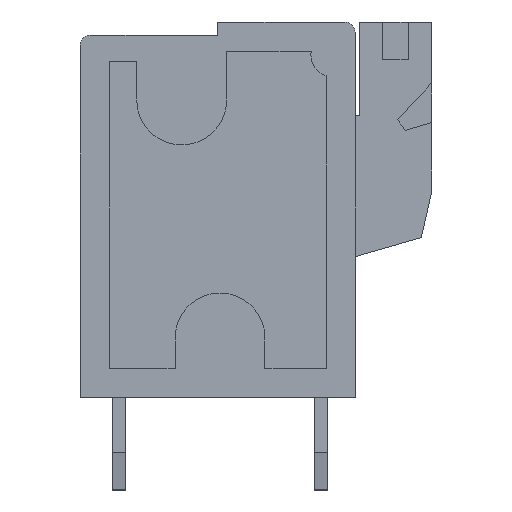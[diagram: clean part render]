
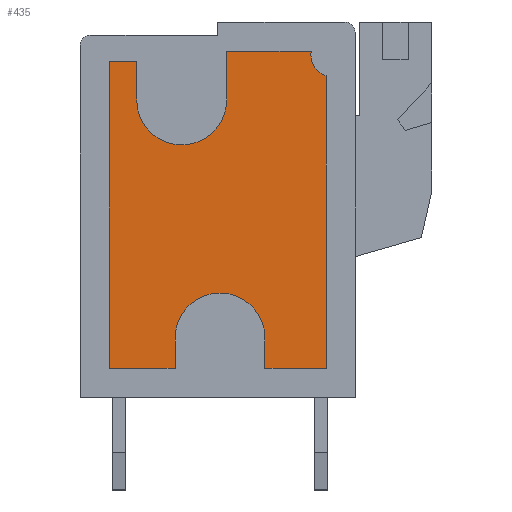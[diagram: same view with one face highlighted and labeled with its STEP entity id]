
A CAD part, left-side view. The second image highlights one B-rep face of the part: STEP entity #435.
In plain terms, the highlighted face is planar.
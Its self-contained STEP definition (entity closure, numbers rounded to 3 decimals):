
#435 = ADVANCED_FACE( '', ( #918 ), #919, .T. );
#918 = FACE_OUTER_BOUND( '', #1545, .T. );
#919 = PLANE( '', #1546 );
#1545 = EDGE_LOOP( '', ( #2197, #2198, #2199, #2200, #2201, #2202, #2203, #2204, #2205, #2206, #2207, #2208, #2209 ) );
#1546 = AXIS2_PLACEMENT_3D( '', #2210, #2211, #2212 );
#2197 = ORIENTED_EDGE( '', *, *, #3903, .F. );
#2198 = ORIENTED_EDGE( '', *, *, #3904, .F. );
#2199 = ORIENTED_EDGE( '', *, *, #3905, .F. );
#2200 = ORIENTED_EDGE( '', *, *, #3906, .F. );
#2201 = ORIENTED_EDGE( '', *, *, #3907, .F. );
#2202 = ORIENTED_EDGE( '', *, *, #3908, .F. );
#2203 = ORIENTED_EDGE( '', *, *, #3909, .F. );
#2204 = ORIENTED_EDGE( '', *, *, #3910, .F. );
#2205 = ORIENTED_EDGE( '', *, *, #3911, .F. );
#2206 = ORIENTED_EDGE( '', *, *, #3912, .F. );
#2207 = ORIENTED_EDGE( '', *, *, #3913, .F. );
#2208 = ORIENTED_EDGE( '', *, *, #3914, .F. );
#2209 = ORIENTED_EDGE( '', *, *, #3915, .F. );
#2210 = CARTESIAN_POINT( '', ( 0.54, -1.361, 4.15 ) );
#2211 = DIRECTION( '', ( 1., 0., 0. ) );
#2212 = DIRECTION( '', ( 0., 0., -1. ) );
#3903 = EDGE_CURVE( '', #4613, #4614, #4615, .T. );
#3904 = EDGE_CURVE( '', #4616, #4613, #4617, .T. );
#3905 = EDGE_CURVE( '', #4618, #4616, #4619, .T. );
#3906 = EDGE_CURVE( '', #4620, #4618, #4621, .T. );
#3907 = EDGE_CURVE( '', #4622, #4620, #4623, .T. );
#3908 = EDGE_CURVE( '', #4624, #4622, #4625, .T. );
#3909 = EDGE_CURVE( '', #4626, #4624, #4627, .T. );
#3910 = EDGE_CURVE( '', #4628, #4626, #4629, .T. );
#3911 = EDGE_CURVE( '', #4630, #4628, #4631, .T. );
#3912 = EDGE_CURVE( '', #4632, #4630, #4633, .T. );
#3913 = EDGE_CURVE( '', #4634, #4632, #4635, .T. );
#3914 = EDGE_CURVE( '', #4636, #4634, #4637, .T. );
#3915 = EDGE_CURVE( '', #4614, #4636, #4638, .T. );
#4613 = VERTEX_POINT( '', #5649 );
#4614 = VERTEX_POINT( '', #5650 );
#4615 = LINE( '', #5651, #5652 );
#4616 = VERTEX_POINT( '', #5653 );
#4617 = LINE( '', #5654, #5655 );
#4618 = VERTEX_POINT( '', #5656 );
#4619 = LINE( '', #5657, #5658 );
#4620 = VERTEX_POINT( '', #5659 );
#4621 = CIRCLE( '', #5660, 1.7 );
#4622 = VERTEX_POINT( '', #5661 );
#4623 = LINE( '', #5662, #5663 );
#4624 = VERTEX_POINT( '', #5664 );
#4625 = LINE( '', #5665, #5666 );
#4626 = VERTEX_POINT( '', #5667 );
#4627 = LINE( '', #5668, #5669 );
#4628 = VERTEX_POINT( '', #5670 );
#4629 = CIRCLE( '', #5671, 0.825 );
#4630 = VERTEX_POINT( '', #5672 );
#4631 = LINE( '', #5673, #5674 );
#4632 = VERTEX_POINT( '', #5675 );
#4633 = LINE( '', #5676, #5677 );
#4634 = VERTEX_POINT( '', #5678 );
#4635 = CIRCLE( '', #5679, 1.7 );
#4636 = VERTEX_POINT( '', #5680 );
#4637 = LINE( '', #5681, #5682 );
#4638 = LINE( '', #5683, #5684 );
#5649 = CARTESIAN_POINT( '', ( 0.54, -4.1, -6. ) );
#5650 = CARTESIAN_POINT( '', ( 0.54, -4.1, 5.6 ) );
#5651 = CARTESIAN_POINT( '', ( 0.54, -4.1, -6. ) );
#5652 = VECTOR( '', #7003, 1000. );
#5653 = CARTESIAN_POINT( '', ( 0.54, -1.61, -6. ) );
#5654 = CARTESIAN_POINT( '', ( 0.54, -1.61, -6. ) );
#5655 = VECTOR( '', #7004, 1000. );
#5656 = CARTESIAN_POINT( '', ( 0.54, -1.61, -4.85 ) );
#5657 = CARTESIAN_POINT( '', ( 0.54, -1.61, -4.85 ) );
#5658 = VECTOR( '', #7005, 1000. );
#5659 = CARTESIAN_POINT( '', ( 0.54, 1.79, -4.85 ) );
#5660 = AXIS2_PLACEMENT_3D( '', #7006, #7007, #7008 );
#5661 = CARTESIAN_POINT( '', ( 0.54, 1.79, -6. ) );
#5662 = CARTESIAN_POINT( '', ( 0.54, 1.79, -6. ) );
#5663 = VECTOR( '', #7009, 1000. );
#5664 = CARTESIAN_POINT( '', ( 0.54, 4.1, -6. ) );
#5665 = CARTESIAN_POINT( '', ( 0.54, 4.1, -6. ) );
#5666 = VECTOR( '', #7010, 1000. );
#5667 = CARTESIAN_POINT( '', ( 0.54, 4.1, 5.064 ) );
#5668 = CARTESIAN_POINT( '', ( 0.54, 4.1, 5.064 ) );
#5669 = VECTOR( '', #7011, 1000. );
#5670 = CARTESIAN_POINT( '', ( 0.54, 3.539, 6. ) );
#5671 = AXIS2_PLACEMENT_3D( '', #7012, #7013, #7014 );
#5672 = CARTESIAN_POINT( '', ( 0.54, 0.339, 6. ) );
#5673 = CARTESIAN_POINT( '', ( 0.54, 0.339, 6. ) );
#5674 = VECTOR( '', #7015, 1000. );
#5675 = CARTESIAN_POINT( '', ( 0.54, 0.339, 4.15 ) );
#5676 = CARTESIAN_POINT( '', ( 0.54, 0.339, 4.15 ) );
#5677 = VECTOR( '', #7016, 1000. );
#5678 = CARTESIAN_POINT( '', ( 0.54, -3.061, 4.15 ) );
#5679 = AXIS2_PLACEMENT_3D( '', #7017, #7018, #7019 );
#5680 = CARTESIAN_POINT( '', ( 0.54, -3.061, 5.6 ) );
#5681 = CARTESIAN_POINT( '', ( 0.54, -3.061, 5.6 ) );
#5682 = VECTOR( '', #7020, 1000. );
#5683 = CARTESIAN_POINT( '', ( 0.54, -4.1, 5.6 ) );
#5684 = VECTOR( '', #7021, 1000. );
#7003 = DIRECTION( '', ( 0., 0., 1. ) );
#7004 = DIRECTION( '', ( 0., -1., 0. ) );
#7005 = DIRECTION( '', ( 0., 0., -1. ) );
#7006 = CARTESIAN_POINT( '', ( 0.54, 0.09, -4.85 ) );
#7007 = DIRECTION( '', ( 1., 0., 0. ) );
#7008 = DIRECTION( '', ( 0., 1., 0. ) );
#7009 = DIRECTION( '', ( 0., 0., 1. ) );
#7010 = DIRECTION( '', ( 0., -1., 0. ) );
#7011 = DIRECTION( '', ( 0., 0., -1. ) );
#7012 = CARTESIAN_POINT( '', ( 0.54, 4.35, 5.85 ) );
#7013 = DIRECTION( '', ( 1., 0., 0. ) );
#7014 = DIRECTION( '', ( 0., 1., 0. ) );
#7015 = DIRECTION( '', ( 0., 1., 0. ) );
#7016 = DIRECTION( '', ( 0., 0., 1. ) );
#7017 = CARTESIAN_POINT( '', ( 0.54, -1.361, 4.15 ) );
#7018 = DIRECTION( '', ( 1., 0., 0. ) );
#7019 = DIRECTION( '', ( 0., -1., 0. ) );
#7020 = DIRECTION( '', ( 0., 0., -1. ) );
#7021 = DIRECTION( '', ( 0., 1., 0. ) );
